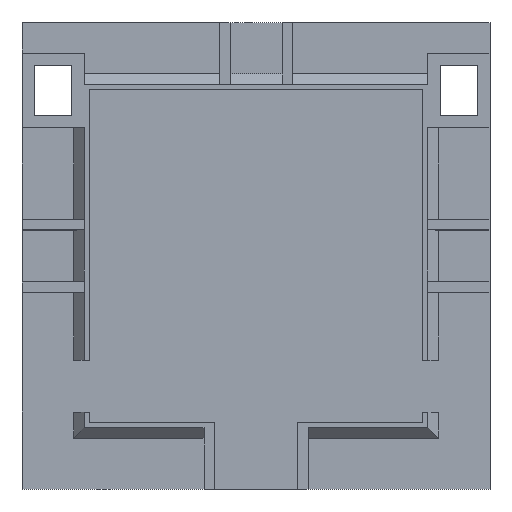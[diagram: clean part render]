
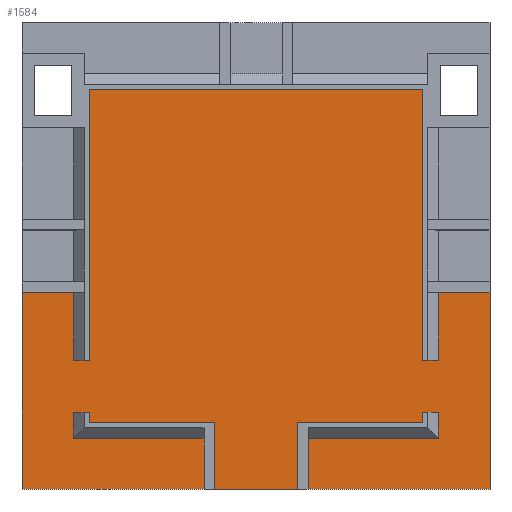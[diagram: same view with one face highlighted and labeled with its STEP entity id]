
A CAD part, top view. The second image highlights one B-rep face of the part: STEP entity #1584.
In plain terms, the highlighted planar face has unit normal (0, 0, 1).
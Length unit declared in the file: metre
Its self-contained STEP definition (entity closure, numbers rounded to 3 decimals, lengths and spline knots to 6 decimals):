
#188=ORIENTED_EDGE('',*,*,#620,.F.);
#189=ORIENTED_EDGE('',*,*,#621,.F.);
#190=ORIENTED_EDGE('',*,*,#506,.F.);
#191=ORIENTED_EDGE('',*,*,#622,.F.);
#192=ORIENTED_EDGE('',*,*,#623,.T.);
#193=ORIENTED_EDGE('',*,*,#624,.T.);
#194=ORIENTED_EDGE('',*,*,#625,.T.);
#195=ORIENTED_EDGE('',*,*,#612,.F.);
#196=ORIENTED_EDGE('',*,*,#593,.F.);
#197=ORIENTED_EDGE('',*,*,#626,.T.);
#198=ORIENTED_EDGE('',*,*,#524,.T.);
#199=ORIENTED_EDGE('',*,*,#627,.T.);
#200=ORIENTED_EDGE('',*,*,#628,.F.);
#201=ORIENTED_EDGE('',*,*,#629,.T.);
#202=ORIENTED_EDGE('',*,*,#630,.T.);
#203=ORIENTED_EDGE('',*,*,#631,.F.);
#204=ORIENTED_EDGE('',*,*,#632,.T.);
#205=ORIENTED_EDGE('',*,*,#633,.F.);
#206=ORIENTED_EDGE('',*,*,#603,.T.);
#207=ORIENTED_EDGE('',*,*,#619,.F.);
#208=ORIENTED_EDGE('',*,*,#634,.F.);
#209=ORIENTED_EDGE('',*,*,#635,.T.);
#210=ORIENTED_EDGE('',*,*,#503,.T.);
#211=ORIENTED_EDGE('',*,*,#636,.T.);
#212=ORIENTED_EDGE('',*,*,#470,.T.);
#213=ORIENTED_EDGE('',*,*,#637,.F.);
#214=ORIENTED_EDGE('',*,*,#638,.T.);
#215=ORIENTED_EDGE('',*,*,#615,.F.);
#470=EDGE_CURVE('',#699,#700,#847,.T.);
#503=EDGE_CURVE('',#732,#731,#880,.T.);
#506=EDGE_CURVE('',#733,#735,#883,.T.);
#524=EDGE_CURVE('',#750,#749,#901,.T.);
#593=EDGE_CURVE('',#811,#812,#970,.T.);
#603=EDGE_CURVE('',#818,#817,#980,.T.);
#612=EDGE_CURVE('',#812,#823,#989,.T.);
#615=EDGE_CURVE('',#824,#825,#992,.T.);
#619=EDGE_CURVE('',#828,#817,#996,.T.);
#620=EDGE_CURVE('',#829,#824,#997,.T.);
#621=EDGE_CURVE('',#735,#829,#998,.T.);
#622=EDGE_CURVE('',#830,#733,#999,.T.);
#623=EDGE_CURVE('',#830,#831,#1000,.T.);
#624=EDGE_CURVE('',#831,#832,#1001,.T.);
#625=EDGE_CURVE('',#832,#823,#1002,.T.);
#626=EDGE_CURVE('',#811,#750,#1003,.T.);
#627=EDGE_CURVE('',#749,#833,#1004,.T.);
#628=EDGE_CURVE('',#834,#833,#1005,.T.);
#629=EDGE_CURVE('',#834,#835,#1006,.T.);
#630=EDGE_CURVE('',#835,#836,#1007,.T.);
#631=EDGE_CURVE('',#837,#836,#1008,.T.);
#632=EDGE_CURVE('',#837,#838,#1009,.T.);
#633=EDGE_CURVE('',#818,#838,#1010,.T.);
#634=EDGE_CURVE('',#839,#828,#1011,.T.);
#635=EDGE_CURVE('',#839,#732,#1012,.T.);
#636=EDGE_CURVE('',#731,#699,#1013,.T.);
#637=EDGE_CURVE('',#840,#700,#1014,.T.);
#638=EDGE_CURVE('',#840,#825,#1015,.T.);
#699=VERTEX_POINT('',#2141);
#700=VERTEX_POINT('',#2142);
#731=VERTEX_POINT('',#2208);
#732=VERTEX_POINT('',#2210);
#733=VERTEX_POINT('',#2214);
#735=VERTEX_POINT('',#2217);
#749=VERTEX_POINT('',#2251);
#750=VERTEX_POINT('',#2253);
#811=VERTEX_POINT('',#2393);
#812=VERTEX_POINT('',#2395);
#817=VERTEX_POINT('',#2411);
#818=VERTEX_POINT('',#2413);
#823=VERTEX_POINT('',#2428);
#824=VERTEX_POINT('',#2431);
#825=VERTEX_POINT('',#2433);
#828=VERTEX_POINT('',#2439);
#829=VERTEX_POINT('',#2443);
#830=VERTEX_POINT('',#2446);
#831=VERTEX_POINT('',#2448);
#832=VERTEX_POINT('',#2450);
#833=VERTEX_POINT('',#2454);
#834=VERTEX_POINT('',#2456);
#835=VERTEX_POINT('',#2458);
#836=VERTEX_POINT('',#2460);
#837=VERTEX_POINT('',#2462);
#838=VERTEX_POINT('',#2464);
#839=VERTEX_POINT('',#2467);
#840=VERTEX_POINT('',#2471);
#847=LINE('',#2140,#1076);
#880=LINE('',#2209,#1109);
#883=LINE('',#2216,#1112);
#901=LINE('',#2252,#1130);
#970=LINE('',#2394,#1199);
#980=LINE('',#2412,#1209);
#989=LINE('',#2427,#1218);
#992=LINE('',#2432,#1221);
#996=LINE('',#2440,#1225);
#997=LINE('',#2442,#1226);
#998=LINE('',#2444,#1227);
#999=LINE('',#2445,#1228);
#1000=LINE('',#2447,#1229);
#1001=LINE('',#2449,#1230);
#1002=LINE('',#2451,#1231);
#1003=LINE('',#2452,#1232);
#1004=LINE('',#2453,#1233);
#1005=LINE('',#2455,#1234);
#1006=LINE('',#2457,#1235);
#1007=LINE('',#2459,#1236);
#1008=LINE('',#2461,#1237);
#1009=LINE('',#2463,#1238);
#1010=LINE('',#2465,#1239);
#1011=LINE('',#2466,#1240);
#1012=LINE('',#2468,#1241);
#1013=LINE('',#2469,#1242);
#1014=LINE('',#2470,#1243);
#1015=LINE('',#2472,#1244);
#1076=VECTOR('',#1745,1.);
#1109=VECTOR('',#1784,1.);
#1112=VECTOR('',#1789,1.);
#1130=VECTOR('',#1813,1.);
#1199=VECTOR('',#1904,1.);
#1209=VECTOR('',#1918,1.);
#1218=VECTOR('',#1929,1.);
#1221=VECTOR('',#1932,1.);
#1225=VECTOR('',#1936,1.);
#1226=VECTOR('',#1939,1.);
#1227=VECTOR('',#1940,1.);
#1228=VECTOR('',#1941,1.);
#1229=VECTOR('',#1942,1.);
#1230=VECTOR('',#1943,1.);
#1231=VECTOR('',#1944,1.);
#1232=VECTOR('',#1945,1.);
#1233=VECTOR('',#1946,1.);
#1234=VECTOR('',#1947,1.);
#1235=VECTOR('',#1948,1.);
#1236=VECTOR('',#1949,1.);
#1237=VECTOR('',#1950,1.);
#1238=VECTOR('',#1951,1.);
#1239=VECTOR('',#1952,1.);
#1240=VECTOR('',#1953,1.);
#1241=VECTOR('',#1954,1.);
#1242=VECTOR('',#1955,1.);
#1243=VECTOR('',#1956,1.);
#1244=VECTOR('',#1957,1.);
#1331=EDGE_LOOP('',(#188,#189,#190,#191,#192,#193,#194,#195,#196,#197,#198,
#199,#200,#201,#202,#203,#204,#205,#206,#207,#208,#209,#210,#211,#212,#213,
#214,#215));
#1418=FACE_BOUND('',#1331,.T.);
#1501=PLANE('',#1680);
#1584=ADVANCED_FACE('',(#1418),#1501,.T.);
#1680=AXIS2_PLACEMENT_3D('',#2441,#1937,#1938);
#1745=DIRECTION('',(0.,-1.,0.));
#1784=DIRECTION('',(0.,1.,0.));
#1789=DIRECTION('',(0.,-1.,0.));
#1813=DIRECTION('',(0.,-1.,0.));
#1904=DIRECTION('',(0.,-1.,0.));
#1918=DIRECTION('',(0.,-1.,0.));
#1929=DIRECTION('',(-1.,0.,0.));
#1932=DIRECTION('',(-1.,0.,0.));
#1936=DIRECTION('',(-1.,0.,0.));
#1937=DIRECTION('',(0.,0.,1.));
#1938=DIRECTION('',(1.,0.,0.));
#1939=DIRECTION('',(0.,-1.,0.));
#1940=DIRECTION('',(-1.,0.,0.));
#1941=DIRECTION('',(-1.,0.,0.));
#1942=DIRECTION('',(0.,-1.,0.));
#1943=DIRECTION('',(-1.,0.,0.));
#1944=DIRECTION('',(0.,-1.,0.));
#1945=DIRECTION('',(-1.,0.,0.));
#1946=DIRECTION('',(-1.,0.,0.));
#1947=DIRECTION('',(0.,-1.,0.));
#1948=DIRECTION('',(-1.,0.,0.));
#1949=DIRECTION('',(0.,-1.,0.));
#1950=DIRECTION('',(1.,0.,0.));
#1951=DIRECTION('',(0.,1.,0.));
#1952=DIRECTION('',(1.,0.,0.));
#1953=DIRECTION('',(0.,-1.,0.));
#1954=DIRECTION('',(-1.,0.,0.));
#1955=DIRECTION('',(1.,0.,0.));
#1956=DIRECTION('',(-1.,0.,0.));
#1957=DIRECTION('',(0.,-1.,0.));
#2140=CARTESIAN_POINT('',(-0.08015,0.,0.002));
#2141=CARTESIAN_POINT('',(-0.08015,-0.07515,0.002));
#2142=CARTESIAN_POINT('',(-0.08015,-0.08015,0.002));
#2208=CARTESIAN_POINT('',(-0.08765,-0.07515,0.002));
#2209=CARTESIAN_POINT('',(-0.08765,0.,0.002));
#2210=CARTESIAN_POINT('',(-0.08765,-0.08765,0.002));
#2214=CARTESIAN_POINT('',(0.08015,-0.07515,0.002));
#2216=CARTESIAN_POINT('',(0.08015,0.,0.002));
#2217=CARTESIAN_POINT('',(0.08015,-0.08015,0.002));
#2251=CARTESIAN_POINT('',(0.08765,-0.05015,0.002));
#2252=CARTESIAN_POINT('',(0.08765,-0.08265,0.002));
#2253=CARTESIAN_POINT('',(0.08765,-0.0175,0.002));
#2393=CARTESIAN_POINT('',(0.1125,-0.0175,0.002));
#2394=CARTESIAN_POINT('',(0.1125,0.,0.002));
#2395=CARTESIAN_POINT('',(0.1125,-0.112203,0.002));
#2411=CARTESIAN_POINT('',(-0.1125,-0.112203,0.002));
#2412=CARTESIAN_POINT('',(-0.1125,0.,0.002));
#2413=CARTESIAN_POINT('',(-0.1125,-0.0175,0.002));
#2427=CARTESIAN_POINT('',(0.,-0.112203,0.002));
#2428=CARTESIAN_POINT('',(0.025,-0.112203,0.002));
#2431=CARTESIAN_POINT('',(0.02,-0.112203,0.002));
#2432=CARTESIAN_POINT('',(0.,-0.112203,0.002));
#2433=CARTESIAN_POINT('',(-0.02,-0.112203,0.002));
#2439=CARTESIAN_POINT('',(-0.025,-0.112203,0.002));
#2440=CARTESIAN_POINT('',(0.,-0.112203,0.002));
#2441=CARTESIAN_POINT('',(0.,0.,0.002));
#2442=CARTESIAN_POINT('',(0.02,-0.0814,0.002));
#2443=CARTESIAN_POINT('',(0.02,-0.08015,0.002));
#2444=CARTESIAN_POINT('',(0.052575,-0.08015,0.002));
#2445=CARTESIAN_POINT('',(0.08815,-0.07515,0.002));
#2446=CARTESIAN_POINT('',(0.08765,-0.07515,0.002));
#2447=CARTESIAN_POINT('',(0.08765,-0.08265,0.002));
#2448=CARTESIAN_POINT('',(0.08765,-0.08765,0.002));
#2449=CARTESIAN_POINT('',(0.025,-0.08765,0.002));
#2450=CARTESIAN_POINT('',(0.025,-0.08765,0.002));
#2451=CARTESIAN_POINT('',(0.025,-0.097427,0.002));
#2452=CARTESIAN_POINT('',(0.097575,-0.0175,0.002));
#2453=CARTESIAN_POINT('',(0.08815,-0.05015,0.002));
#2454=CARTESIAN_POINT('',(0.08015,-0.05015,0.002));
#2455=CARTESIAN_POINT('',(0.08015,0.,0.002));
#2456=CARTESIAN_POINT('',(0.08015,0.08015,0.002));
#2457=CARTESIAN_POINT('',(0.,0.08015,0.002));
#2458=CARTESIAN_POINT('',(-0.08015,0.08015,0.002));
#2459=CARTESIAN_POINT('',(-0.08015,0.,0.002));
#2460=CARTESIAN_POINT('',(-0.08015,-0.05015,0.002));
#2461=CARTESIAN_POINT('',(-0.08815,-0.05015,0.002));
#2462=CARTESIAN_POINT('',(-0.08765,-0.05015,0.002));
#2463=CARTESIAN_POINT('',(-0.08765,0.,0.002));
#2464=CARTESIAN_POINT('',(-0.08765,-0.0175,0.002));
#2465=CARTESIAN_POINT('',(-0.097575,-0.0175,0.002));
#2466=CARTESIAN_POINT('',(-0.025,-0.097427,0.002));
#2467=CARTESIAN_POINT('',(-0.025,-0.08765,0.002));
#2468=CARTESIAN_POINT('',(-0.08265,-0.08765,0.002));
#2469=CARTESIAN_POINT('',(-0.08815,-0.07515,0.002));
#2470=CARTESIAN_POINT('',(-0.052575,-0.08015,0.002));
#2471=CARTESIAN_POINT('',(-0.02,-0.08015,0.002));
#2472=CARTESIAN_POINT('',(-0.02,-0.0814,0.002));
